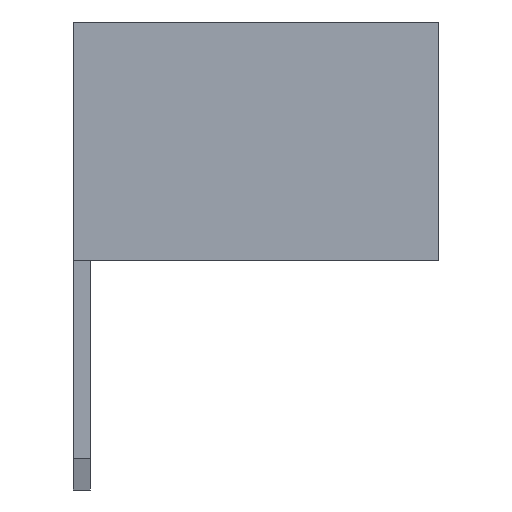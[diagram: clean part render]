
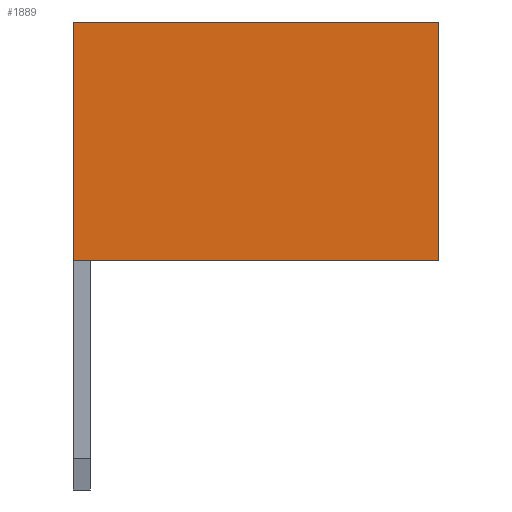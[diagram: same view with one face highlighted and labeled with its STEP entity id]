
A CAD part, left-side view. The second image highlights one B-rep face of the part: STEP entity #1889.
In plain terms, the highlighted planar face has unit normal (-1, 0, 0).
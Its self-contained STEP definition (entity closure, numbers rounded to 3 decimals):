
#1889=ADVANCED_FACE('',(#13309),#13311,.T.);
#13309=FACE_BOUND('',#13310,.T.);
#13310=EDGE_LOOP('',(#22445,#22446,#22447,#22448));
#13311=PLANE('',#13312);
#13312=AXIS2_PLACEMENT_3D('',#13313,#13314,#13315);
#13313=CARTESIAN_POINT('',(-1.,-4.2,0.));
#13314=DIRECTION('',(-1.,0.,0.));
#13315=DIRECTION('',(0.,0.,1.));
#22445=ORIENTED_EDGE('',*,*,#28749,.T.);
#22446=ORIENTED_EDGE('',*,*,#29086,.T.);
#22447=ORIENTED_EDGE('',*,*,#28580,.F.);
#22448=ORIENTED_EDGE('',*,*,#29085,.F.);
#28580=EDGE_CURVE('',#32442,#32444,#32445,.T.);
#28749=EDGE_CURVE('',#32682,#32683,#32684,.T.);
#29085=EDGE_CURVE('',#32682,#32442,#33241,.T.);
#29086=EDGE_CURVE('',#32683,#32444,#33242,.T.);
#32442=VERTEX_POINT('',#38910);
#32444=VERTEX_POINT('',#38914);
#32445=LINE('',#38915,#38916);
#32682=VERTEX_POINT('',#39490);
#32683=VERTEX_POINT('',#39491);
#32684=LINE('',#39492,#39493);
#33241=LINE('',#40721,#40722);
#33242=LINE('',#40724,#40725);
#38910=CARTESIAN_POINT('',(-1.,0.1,0.));
#38914=CARTESIAN_POINT('',(-1.,0.1,2.8));
#38915=CARTESIAN_POINT('',(-1.,0.1,0.));
#38916=VECTOR('',#38917,1.);
#38917=DIRECTION('',(0.,0.,1.));
#39490=CARTESIAN_POINT('',(-1.,-4.2,0.));
#39491=CARTESIAN_POINT('',(-1.,-4.2,2.8));
#39492=CARTESIAN_POINT('',(-1.,-4.2,0.));
#39493=VECTOR('',#39494,1.);
#39494=DIRECTION('',(0.,0.,1.));
#40721=CARTESIAN_POINT('',(-1.,-4.2,0.));
#40722=VECTOR('',#40723,1.);
#40723=DIRECTION('',(0.,1.,0.));
#40724=CARTESIAN_POINT('',(-1.,-4.2,2.8));
#40725=VECTOR('',#40726,1.);
#40726=DIRECTION('',(0.,1.,0.));
